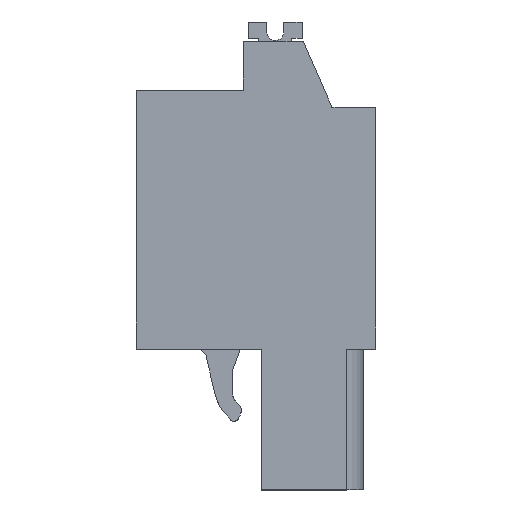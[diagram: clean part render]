
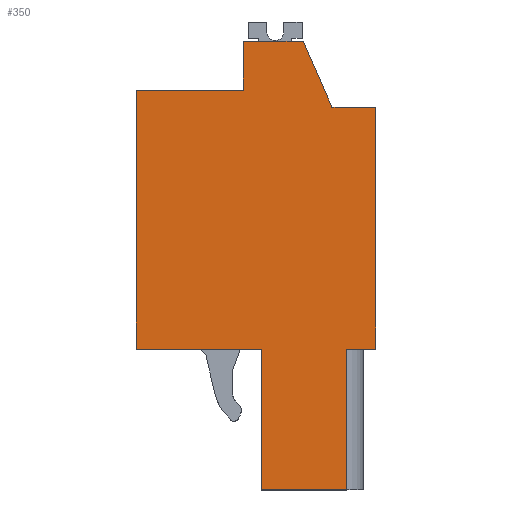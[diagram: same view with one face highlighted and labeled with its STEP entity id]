
A CAD part, left-side view. The second image highlights one B-rep face of the part: STEP entity #350.
In plain terms, the highlighted planar face has unit normal (-1, 0, 0).
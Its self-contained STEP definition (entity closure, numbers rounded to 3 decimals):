
#266=AXIS2_PLACEMENT_3D('Plane Axis2P3D',#263,#264,#265) ;
#42=CARTESIAN_POINT('Vertex',(0.,7.85,26.59)) ;
#45=CARTESIAN_POINT('Line Origine',(0.,6.075,26.59)) ;
#49=CARTESIAN_POINT('Vertex',(0.,4.3,26.59)) ;
#202=CARTESIAN_POINT('Vertex',(0.,7.85,23.69)) ;
#205=CARTESIAN_POINT('Line Origine',(0.,7.85,25.14)) ;
#263=CARTESIAN_POINT('Axis2P3D Location',(0.,6.8,8.35)) ;
#268=CARTESIAN_POINT('Line Origine',(0.,1.725,4.175)) ;
#272=CARTESIAN_POINT('Vertex',(0.,1.725,8.35)) ;
#274=CARTESIAN_POINT('Vertex',(0.,1.725,0.)) ;
#277=CARTESIAN_POINT('Line Origine',(0.,0.862,8.35)) ;
#281=CARTESIAN_POINT('Vertex',(0.,0.,8.35)) ;
#284=CARTESIAN_POINT('Line Origine',(0.,0.,15.52)) ;
#288=CARTESIAN_POINT('Vertex',(0.,0.,22.69)) ;
#291=CARTESIAN_POINT('Line Origine',(0.,1.3,22.69)) ;
#295=CARTESIAN_POINT('Vertex',(0.,2.6,22.69)) ;
#298=CARTESIAN_POINT('Line Origine',(0.,3.45,24.64)) ;
#303=CARTESIAN_POINT('Line Origine',(0.,11.025,23.69)) ;
#307=CARTESIAN_POINT('Vertex',(0.,14.2,23.69)) ;
#310=CARTESIAN_POINT('Line Origine',(0.,14.2,16.02)) ;
#314=CARTESIAN_POINT('Vertex',(0.,14.2,8.35)) ;
#317=CARTESIAN_POINT('Line Origine',(0.,10.485,8.35)) ;
#321=CARTESIAN_POINT('Vertex',(0.,6.771,8.35)) ;
#324=CARTESIAN_POINT('Line Origine',(0.,6.771,4.175)) ;
#328=CARTESIAN_POINT('Vertex',(0.,6.771,0.)) ;
#331=CARTESIAN_POINT('Line Origine',(0.,4.248,0.)) ;
#46=DIRECTION('Vector Direction',(0.,1.,0.)) ;
#206=DIRECTION('Vector Direction',(0.,0.,-1.)) ;
#264=DIRECTION('Axis2P3D Direction',(1.,0.,0.)) ;
#265=DIRECTION('Axis2P3D XDirection',(0.,1.,0.)) ;
#269=DIRECTION('Vector Direction',(0.,0.,-1.)) ;
#278=DIRECTION('Vector Direction',(0.,-1.,0.)) ;
#285=DIRECTION('Vector Direction',(0.,0.,-1.)) ;
#292=DIRECTION('Vector Direction',(0.,1.,0.)) ;
#299=DIRECTION('Vector Direction',(0.,0.4,0.917)) ;
#304=DIRECTION('Vector Direction',(0.,1.,0.)) ;
#311=DIRECTION('Vector Direction',(0.,0.,1.)) ;
#318=DIRECTION('Vector Direction',(0.,1.,0.)) ;
#325=DIRECTION('Vector Direction',(0.,0.,-1.)) ;
#332=DIRECTION('Vector Direction',(0.,1.,0.)) ;
#47=VECTOR('Line Direction',#46,1.) ;
#207=VECTOR('Line Direction',#206,1.) ;
#270=VECTOR('Line Direction',#269,1.) ;
#279=VECTOR('Line Direction',#278,1.) ;
#286=VECTOR('Line Direction',#285,1.) ;
#293=VECTOR('Line Direction',#292,1.) ;
#300=VECTOR('Line Direction',#299,1.) ;
#305=VECTOR('Line Direction',#304,1.) ;
#312=VECTOR('Line Direction',#311,1.) ;
#319=VECTOR('Line Direction',#318,1.) ;
#326=VECTOR('Line Direction',#325,1.) ;
#333=VECTOR('Line Direction',#332,1.) ;
#337=ORIENTED_EDGE('',*,*,#276,.F.) ;
#338=ORIENTED_EDGE('',*,*,#283,.F.) ;
#339=ORIENTED_EDGE('',*,*,#290,.F.) ;
#340=ORIENTED_EDGE('',*,*,#297,.T.) ;
#341=ORIENTED_EDGE('',*,*,#302,.T.) ;
#342=ORIENTED_EDGE('',*,*,#51,.T.) ;
#343=ORIENTED_EDGE('',*,*,#209,.T.) ;
#344=ORIENTED_EDGE('',*,*,#309,.T.) ;
#345=ORIENTED_EDGE('',*,*,#316,.F.) ;
#346=ORIENTED_EDGE('',*,*,#323,.F.) ;
#347=ORIENTED_EDGE('',*,*,#330,.T.) ;
#348=ORIENTED_EDGE('',*,*,#335,.F.) ;
#350=ADVANCED_FACE('HOUSING',(#349),#267,.F.) ;
#51=EDGE_CURVE('',#50,#43,#48,.T.) ;
#209=EDGE_CURVE('',#43,#203,#208,.T.) ;
#276=EDGE_CURVE('',#273,#275,#271,.T.) ;
#283=EDGE_CURVE('',#282,#273,#280,.F.) ;
#290=EDGE_CURVE('',#289,#282,#287,.T.) ;
#297=EDGE_CURVE('',#289,#296,#294,.T.) ;
#302=EDGE_CURVE('',#296,#50,#301,.T.) ;
#309=EDGE_CURVE('',#203,#308,#306,.T.) ;
#316=EDGE_CURVE('',#315,#308,#313,.T.) ;
#323=EDGE_CURVE('',#322,#315,#320,.T.) ;
#330=EDGE_CURVE('',#322,#329,#327,.T.) ;
#335=EDGE_CURVE('',#275,#329,#334,.T.) ;
#336=EDGE_LOOP('',(#337,#338,#339,#340,#341,#342,#343,#344,#345,#346,#347,#348)) ;
#349=FACE_OUTER_BOUND('',#336,.T.) ;
#48=LINE('Line',#45,#47) ;
#208=LINE('Line',#205,#207) ;
#271=LINE('Line',#268,#270) ;
#280=LINE('Line',#277,#279) ;
#287=LINE('Line',#284,#286) ;
#294=LINE('Line',#291,#293) ;
#301=LINE('Line',#298,#300) ;
#306=LINE('Line',#303,#305) ;
#313=LINE('Line',#310,#312) ;
#320=LINE('Line',#317,#319) ;
#327=LINE('Line',#324,#326) ;
#334=LINE('Line',#331,#333) ;
#267=PLANE('',#266) ;
#43=VERTEX_POINT('',#42) ;
#50=VERTEX_POINT('',#49) ;
#203=VERTEX_POINT('',#202) ;
#273=VERTEX_POINT('',#272) ;
#275=VERTEX_POINT('',#274) ;
#282=VERTEX_POINT('',#281) ;
#289=VERTEX_POINT('',#288) ;
#296=VERTEX_POINT('',#295) ;
#308=VERTEX_POINT('',#307) ;
#315=VERTEX_POINT('',#314) ;
#322=VERTEX_POINT('',#321) ;
#329=VERTEX_POINT('',#328) ;
